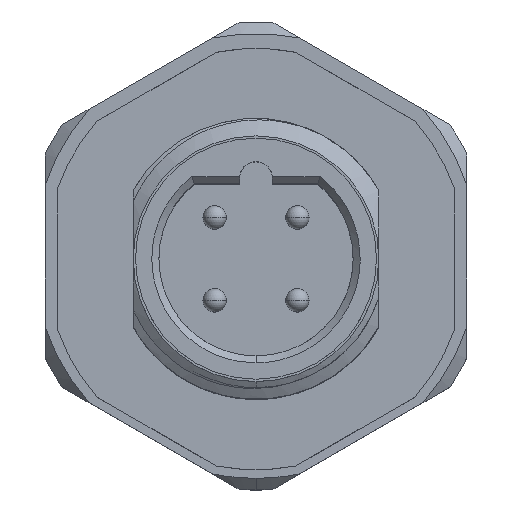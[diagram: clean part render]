
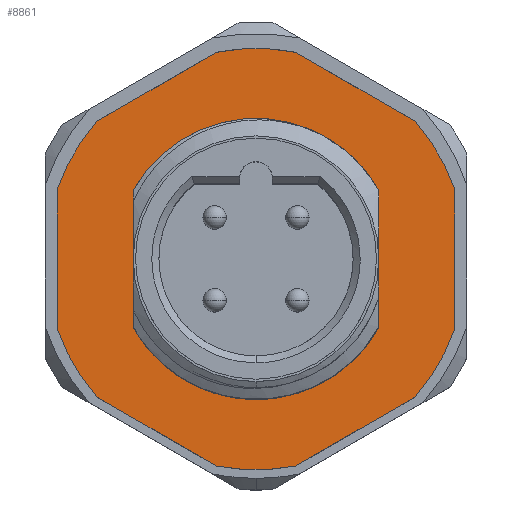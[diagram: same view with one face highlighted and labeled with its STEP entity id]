
A CAD part, top view. The second image highlights one B-rep face of the part: STEP entity #8861.
In plain terms, the highlighted planar face has unit normal (0, 0, 1).
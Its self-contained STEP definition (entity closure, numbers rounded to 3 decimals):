
#223 = LINE ( 'NONE', #24322, #15563 ) ;
#332 = EDGE_CURVE ( 'NONE', #23313, #14469, #11247, .T. ) ;
#478 = VECTOR ( 'NONE', #7073, 1000. ) ;
#853 = ORIENTED_EDGE ( 'NONE', *, *, #16981, .T. ) ;
#1139 = CIRCLE ( 'NONE', #17075, 9. ) ;
#1283 = CARTESIAN_POINT ( 'NONE',  ( 7.312, 8.694, 0. ) ) ;
#1567 = DIRECTION ( 'NONE',  ( 0., 0., 1. ) ) ;
#1885 = VERTEX_POINT ( 'NONE', #4859 ) ;
#2607 = EDGE_CURVE ( 'NONE', #12485, #27951, #23798, .T. ) ;
#2913 = CARTESIAN_POINT ( 'NONE',  ( 15.812, -6.028, 0. ) ) ;
#2962 = DIRECTION ( 'NONE',  ( 0., 0., 1. ) ) ;
#2988 = VERTEX_POINT ( 'NONE', #24936 ) ;
#3147 = ORIENTED_EDGE ( 'NONE', *, *, #23058, .T. ) ;
#3220 = CARTESIAN_POINT ( 'NONE',  ( 3.75, -0.146, 0. ) ) ;
#3483 = ORIENTED_EDGE ( 'NONE', *, *, #26468, .T. ) ;
#3702 = CARTESIAN_POINT ( 'NONE',  ( 9., -0.146, 0. ) ) ;
#3732 = EDGE_CURVE ( 'NONE', #8331, #25120, #7900, .T. ) ;
#3956 = CARTESIAN_POINT ( 'NONE',  ( 0.5, -3.104, 0. ) ) ;
#4026 = EDGE_CURVE ( 'NONE', #1885, #9393, #19307, .T. ) ;
#4154 = VERTEX_POINT ( 'NONE', #20716 ) ;
#4259 = EDGE_CURVE ( 'NONE', #27951, #12485, #6375, .T. ) ;
#4689 = CARTESIAN_POINT ( 'NONE',  ( 9., -0.146, 0. ) ) ;
#4859 = CARTESIAN_POINT ( 'NONE',  ( 0.5, 2.812, 0. ) ) ;
#5187 = ORIENTED_EDGE ( 'NONE', *, *, #2607, .T. ) ;
#5276 = DIRECTION ( 'NONE',  ( -0.188, -0.982, 0. ) ) ;
#6375 = CIRCLE ( 'NONE', #21410, 5.25 ) ;
#6387 = AXIS2_PLACEMENT_3D ( 'NONE', #16526, #25231, #5276 ) ;
#7073 = DIRECTION ( 'NONE',  ( -0.866, 0.5, 0. ) ) ;
#7900 = LINE ( 'NONE', #20609, #16369 ) ;
#7911 = CARTESIAN_POINT ( 'NONE',  ( 9., -0.146, 0. ) ) ;
#8085 = CARTESIAN_POINT ( 'NONE',  ( 10.689, -8.986, 0. ) ) ;
#8174 = CARTESIAN_POINT ( 'NONE',  ( 0.5, 2.812, 0. ) ) ;
#8331 = VERTEX_POINT ( 'NONE', #18095 ) ;
#8676 = CARTESIAN_POINT ( 'NONE',  ( 17.5, -3.104, 0. ) ) ;
#8861 = ADVANCED_FACE ( 'NONE', ( #27456, #18760 ), #14767, .T. ) ;
#8906 = DIRECTION ( 'NONE',  ( 0.866, 0.5, 0. ) ) ;
#9129 = DIRECTION ( 'NONE',  ( 0.757, -0.654, 0. ) ) ;
#9393 = VERTEX_POINT ( 'NONE', #3956 ) ;
#9629 = CARTESIAN_POINT ( 'NONE',  ( 9., -0.146, 0. ) ) ;
#9697 = CARTESIAN_POINT ( 'NONE',  ( 14.25, -0.146, 0. ) ) ;
#9862 = EDGE_CURVE ( 'NONE', #2988, #23313, #13258, .T. ) ;
#10154 = AXIS2_PLACEMENT_3D ( 'NONE', #9629, #16191, #18332 ) ;
#10333 = DIRECTION ( 'NONE',  ( 0., 0., 1. ) ) ;
#10428 = VERTEX_POINT ( 'NONE', #8085 ) ;
#10576 = AXIS2_PLACEMENT_3D ( 'NONE', #4689, #17806, #22090 ) ;
#10686 = CARTESIAN_POINT ( 'NONE',  ( 7.312, -8.986, 0. ) ) ;
#11128 = CARTESIAN_POINT ( 'NONE',  ( 9., -0.146, 0. ) ) ;
#11247 = CIRCLE ( 'NONE', #25390, 9. ) ;
#11591 = CIRCLE ( 'NONE', #18879, 9. ) ;
#11656 = DIRECTION ( 'NONE',  ( -0.757, 0.654, 0. ) ) ;
#11914 = DIRECTION ( 'NONE',  ( 0.866, -0.5, 0. ) ) ;
#12009 = ORIENTED_EDGE ( 'NONE', *, *, #4259, .T. ) ;
#12331 = EDGE_CURVE ( 'NONE', #18384, #4154, #16400, .T. ) ;
#12485 = VERTEX_POINT ( 'NONE', #9697 ) ;
#12519 = ORIENTED_EDGE ( 'NONE', *, *, #13343, .T. ) ;
#12798 = AXIS2_PLACEMENT_3D ( 'NONE', #7911, #10333, #16754 ) ;
#12858 = DIRECTION ( 'NONE',  ( 0., 0., -1. ) ) ;
#13258 = LINE ( 'NONE', #8676, #28136 ) ;
#13343 = EDGE_CURVE ( 'NONE', #24841, #18384, #27460, .T. ) ;
#13511 = CARTESIAN_POINT ( 'NONE',  ( 15.812, 5.736, 0. ) ) ;
#14218 = DIRECTION ( 'NONE',  ( 0., 0., 1. ) ) ;
#14469 = VERTEX_POINT ( 'NONE', #19766 ) ;
#14767 = PLANE ( 'NONE',  #12798 ) ;
#14955 = CARTESIAN_POINT ( 'NONE',  ( 10.689, 8.694, 0. ) ) ;
#15131 = DIRECTION ( 'NONE',  ( 0., 0., 1. ) ) ;
#15522 = CIRCLE ( 'NONE', #6387, 9. ) ;
#15563 = VECTOR ( 'NONE', #8906, 1000. ) ;
#15565 = ORIENTED_EDGE ( 'NONE', *, *, #4026, .T. ) ;
#15638 = ORIENTED_EDGE ( 'NONE', *, *, #16534, .T. ) ;
#15935 = CARTESIAN_POINT ( 'NONE',  ( 9., -0.146, 0. ) ) ;
#16191 = DIRECTION ( 'NONE',  ( 0., 0., 1. ) ) ;
#16369 = VECTOR ( 'NONE', #11914, 1000. ) ;
#16400 = LINE ( 'NONE', #1283, #26549 ) ;
#16458 = CIRCLE ( 'NONE', #24666, 9. ) ;
#16526 = CARTESIAN_POINT ( 'NONE',  ( 9., -0.146, 0. ) ) ;
#16534 = EDGE_CURVE ( 'NONE', #9393, #8331, #1139, .T. ) ;
#16754 = DIRECTION ( 'NONE',  ( 0., 1., 0. ) ) ;
#16766 = CARTESIAN_POINT ( 'NONE',  ( 7.312, 8.694, 0. ) ) ;
#16822 = DIRECTION ( 'NONE',  ( 0.944, 0.329, 0. ) ) ;
#16981 = EDGE_CURVE ( 'NONE', #4154, #1885, #11591, .T. ) ;
#17075 = AXIS2_PLACEMENT_3D ( 'NONE', #27048, #14218, #27325 ) ;
#17247 = VERTEX_POINT ( 'NONE', #2913 ) ;
#17782 = LINE ( 'NONE', #13511, #478 ) ;
#17806 = DIRECTION ( 'NONE',  ( 0., 0., -1. ) ) ;
#18095 = CARTESIAN_POINT ( 'NONE',  ( 2.189, -6.028, 0. ) ) ;
#18332 = DIRECTION ( 'NONE',  ( 0.188, 0.982, 0. ) ) ;
#18384 = VERTEX_POINT ( 'NONE', #16766 ) ;
#18506 = ORIENTED_EDGE ( 'NONE', *, *, #23809, .T. ) ;
#18760 = FACE_BOUND ( 'NONE', #26708, .T. ) ;
#18853 = CARTESIAN_POINT ( 'NONE',  ( 9., -0.146, 0. ) ) ;
#18879 = AXIS2_PLACEMENT_3D ( 'NONE', #15935, #2962, #11656 ) ;
#19307 = LINE ( 'NONE', #8174, #20044 ) ;
#19766 = CARTESIAN_POINT ( 'NONE',  ( 15.812, 5.736, 0. ) ) ;
#20044 = VECTOR ( 'NONE', #28006, 1000. ) ;
#20243 = CARTESIAN_POINT ( 'NONE',  ( 17.5, 2.812, 0. ) ) ;
#20609 = CARTESIAN_POINT ( 'NONE',  ( 2.189, -6.028, 0. ) ) ;
#20716 = CARTESIAN_POINT ( 'NONE',  ( 2.189, 5.736, 0. ) ) ;
#21410 = AXIS2_PLACEMENT_3D ( 'NONE', #18853, #12858, #21695 ) ;
#21695 = DIRECTION ( 'NONE',  ( 1., 0., 0. ) ) ;
#22090 = DIRECTION ( 'NONE',  ( 1., 0., 0. ) ) ;
#22666 = EDGE_LOOP ( 'NONE', ( #24217, #853, #15565, #15638, #23950, #18506, #3483, #27875, #27145, #27391, #3147, #12519 ) ) ;
#23058 = EDGE_CURVE ( 'NONE', #14469, #24841, #17782, .T. ) ;
#23313 = VERTEX_POINT ( 'NONE', #20243 ) ;
#23798 = CIRCLE ( 'NONE', #10576, 5.25 ) ;
#23809 = EDGE_CURVE ( 'NONE', #25120, #10428, #15522, .T. ) ;
#23950 = ORIENTED_EDGE ( 'NONE', *, *, #3732, .T. ) ;
#24217 = ORIENTED_EDGE ( 'NONE', *, *, #12331, .T. ) ;
#24322 = CARTESIAN_POINT ( 'NONE',  ( 10.689, -8.986, 0. ) ) ;
#24666 = AXIS2_PLACEMENT_3D ( 'NONE', #11128, #15131, #9129 ) ;
#24841 = VERTEX_POINT ( 'NONE', #14955 ) ;
#24936 = CARTESIAN_POINT ( 'NONE',  ( 17.5, -3.104, 0. ) ) ;
#25120 = VERTEX_POINT ( 'NONE', #10686 ) ;
#25231 = DIRECTION ( 'NONE',  ( 0., 0., 1. ) ) ;
#25390 = AXIS2_PLACEMENT_3D ( 'NONE', #3702, #1567, #16822 ) ;
#26237 = DIRECTION ( 'NONE',  ( 0., 1., 0. ) ) ;
#26468 = EDGE_CURVE ( 'NONE', #10428, #17247, #223, .T. ) ;
#26549 = VECTOR ( 'NONE', #26813, 1000. ) ;
#26708 = EDGE_LOOP ( 'NONE', ( #5187, #12009 ) ) ;
#26813 = DIRECTION ( 'NONE',  ( -0.866, -0.5, 0. ) ) ;
#26886 = EDGE_CURVE ( 'NONE', #17247, #2988, #16458, .T. ) ;
#27048 = CARTESIAN_POINT ( 'NONE',  ( 9., -0.146, 0. ) ) ;
#27145 = ORIENTED_EDGE ( 'NONE', *, *, #9862, .T. ) ;
#27325 = DIRECTION ( 'NONE',  ( -0.944, -0.329, 0. ) ) ;
#27391 = ORIENTED_EDGE ( 'NONE', *, *, #332, .T. ) ;
#27456 = FACE_OUTER_BOUND ( 'NONE', #22666, .T. ) ;
#27460 = CIRCLE ( 'NONE', #10154, 9. ) ;
#27875 = ORIENTED_EDGE ( 'NONE', *, *, #26886, .T. ) ;
#27951 = VERTEX_POINT ( 'NONE', #3220 ) ;
#28006 = DIRECTION ( 'NONE',  ( 0., -1., 0. ) ) ;
#28136 = VECTOR ( 'NONE', #26237, 1000. ) ;
